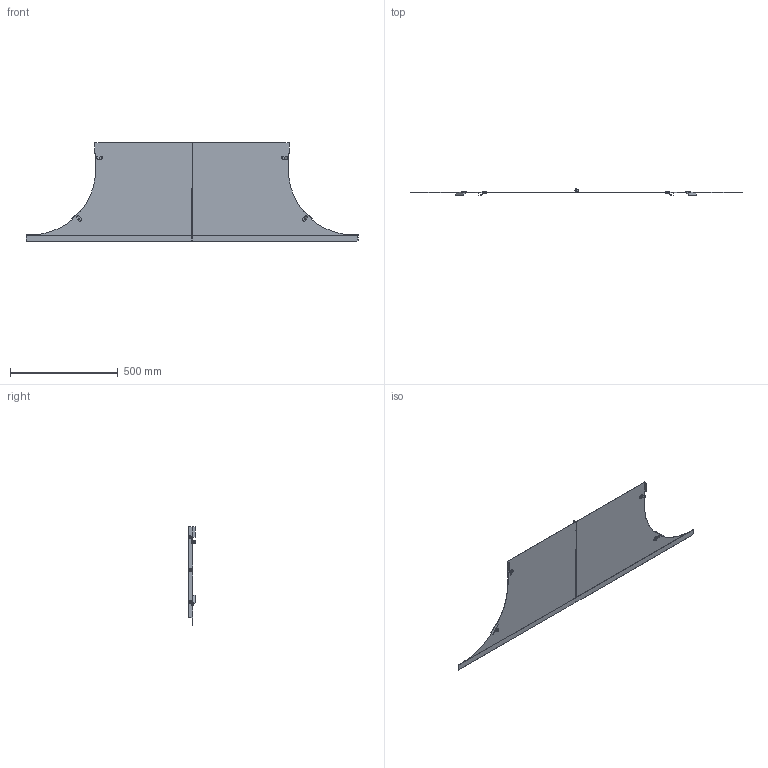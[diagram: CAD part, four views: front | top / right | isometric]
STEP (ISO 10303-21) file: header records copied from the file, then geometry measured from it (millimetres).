
FILE_DESCRIPTION (( 'STEP AP214' ), '1' );
FILE_NAME ('6226346.stp', '2017-03-27T13:20:18', ( '' ), ( '' ), 'SwSTEP 2.0', 'SolidWorks 2016', '' );
FILE_SCHEMA (( 'AUTOMOTIVE_DESIGN' ));
Length unit declared in the file: millimetre
Products named in the file (8): KTS 14.001-017_M8x25-; KTS 08.080-022_Standard; KTS 08.081-003_Standard; KTS 08.082-005_Standard; 009561_Hexagon Flange Nut DIN 6923 - M6 - C; 097040_900_FT_Right; 097040_900_FT_Left; 6226346
Assembly tree (14 placements, depth 3):
  6226346
    097040_900_FT_Left
    097040_900_FT_Right
    009561_Hexagon Flange Nut DIN 6923 - M6 - C  x3
    KTS 08.080-022_Standard  x4
      KTS 08.082-005_Standard
      KTS 08.081-003_Standard
    KTS 14.001-017_M8x25-  x3
Bounding box: 1540 x 30.43 x 458 mm (x, y, z)
Volume: 618485.9 mm3; surface area: 990156.6 mm2
Topology: 16 solids, 16 shells, 390 faces, 975 edges, 639 vertices
Faces by surface type: plane 250, cylinder 86, torus 22, cone 14, bspline 12, sphere 6
Entity records: 6436 total; most frequent: CARTESIAN_POINT 1196, ORIENTED_EDGE 1026, DIRECTION 1001, EDGE_CURVE 513, VECTOR 399, LINE 399, VERTEX_POINT 339, AXIS2_PLACEMENT_3D 301
